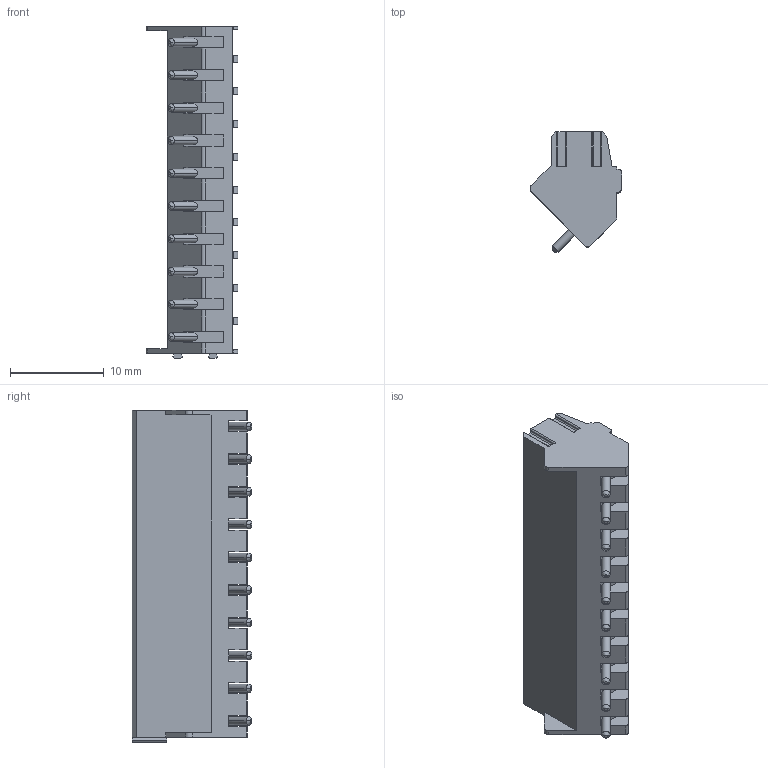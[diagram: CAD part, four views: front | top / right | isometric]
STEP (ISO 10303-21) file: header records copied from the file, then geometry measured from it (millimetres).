
FILE_DESCRIPTION((''),'2;1');
FILE_NAME('TL012A-XXP-XS','2025-04-06T',('sj'),(''),'PRO/ENGINEER BY PARAMETRIC TECHNOLOGY CORPORATION, 2013240','PRO/ENGINEER BY PARAMETRIC TECHNOLOGY CORPORATION, 2013240','');
FILE_SCHEMA(('AUTOMOTIVE_DESIGN_CC2 { 1 2 10303 214 -1 1 5 2 }'));
Length unit declared in the file: millimetre
Products named in the file (1): TL012A-XXP-XS
Bounding box: 9.81 x 12.83 x 35.5 mm (x, y, z)
Volume: 2043.2 mm3; surface area: 2617.1 mm2
Topology: 1 solids, 1 shells, 682 faces, 1870 edges, 1220 vertices
Faces by surface type: plane 405, cylinder 197, cone 60, torus 20
Entity records: 22121 total; most frequent: CARTESIAN_POINT 4545, ORIENTED_EDGE 3740, DIRECTION 3628, EDGE_CURVE 1870, VECTOR 1236, LINE 1236, VERTEX_POINT 1220, AXIS2_PLACEMENT_3D 1196
